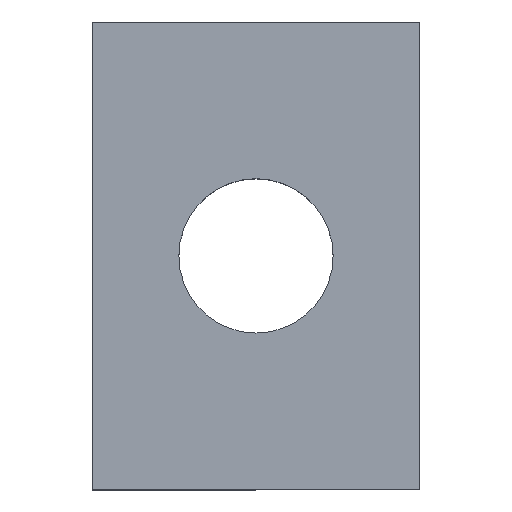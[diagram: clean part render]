
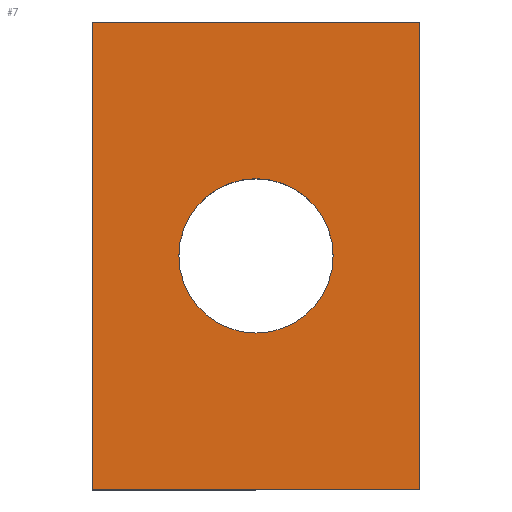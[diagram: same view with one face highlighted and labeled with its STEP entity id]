
A CAD part, top view. The second image highlights one B-rep face of the part: STEP entity #7.
In plain terms, the highlighted planar face has unit normal (0, 0, 1).
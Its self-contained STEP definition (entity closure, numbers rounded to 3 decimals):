
#7 = ADVANCED_FACE ( 'NONE', ( #229, #45 ), #145, .F. ) ;
#8 = CARTESIAN_POINT ( 'NONE',  ( 7., 10., 6. ) ) ;
#10 = CARTESIAN_POINT ( 'NONE',  ( 7., 10., 6. ) ) ;
#14 = DIRECTION ( 'NONE',  ( 0., 0., 1. ) ) ;
#25 = CARTESIAN_POINT ( 'NONE',  ( 0., 0., 6. ) ) ;
#30 = VERTEX_POINT ( 'NONE', #115 ) ;
#31 = CIRCLE ( 'NONE', #146, 3.3 ) ;
#37 = DIRECTION ( 'NONE',  ( -1., 0., 0. ) ) ;
#39 = VECTOR ( 'NONE', #37, 1000. ) ;
#41 = CARTESIAN_POINT ( 'NONE',  ( 0., 20., 6. ) ) ;
#43 = DIRECTION ( 'NONE',  ( 0., 1., 0. ) ) ;
#44 = CARTESIAN_POINT ( 'NONE',  ( 3.7, 10., 6. ) ) ;
#45 = FACE_BOUND ( 'NONE', #72, .T. ) ;
#47 = EDGE_CURVE ( 'NONE', #130, #56, #209, .T. ) ;
#48 = CARTESIAN_POINT ( 'NONE',  ( 10.3, 10., 6. ) ) ;
#56 = VERTEX_POINT ( 'NONE', #48 ) ;
#68 = CARTESIAN_POINT ( 'NONE',  ( 14., 0., 6. ) ) ;
#69 = CARTESIAN_POINT ( 'NONE',  ( 0., 0., 6. ) ) ;
#71 = DIRECTION ( 'NONE',  ( 1., 0., 0. ) ) ;
#72 = EDGE_LOOP ( 'NONE', ( #213, #180 ) ) ;
#73 = DIRECTION ( 'NONE',  ( 0., -1., 0. ) ) ;
#79 = CARTESIAN_POINT ( 'NONE',  ( 0., 0., 6. ) ) ;
#80 = AXIS2_PLACEMENT_3D ( 'NONE', #10, #142, #92 ) ;
#85 = EDGE_CURVE ( 'NONE', #30, #193, #259, .T. ) ;
#92 = DIRECTION ( 'NONE',  ( 1., 0., 0. ) ) ;
#103 = EDGE_CURVE ( 'NONE', #193, #201, #253, .T. ) ;
#106 = VECTOR ( 'NONE', #71, 1000. ) ;
#115 = CARTESIAN_POINT ( 'NONE',  ( 0., 20., 6. ) ) ;
#117 = EDGE_CURVE ( 'NONE', #201, #218, #164, .T. ) ;
#128 = CARTESIAN_POINT ( 'NONE',  ( 0., 0., 6. ) ) ;
#130 = VERTEX_POINT ( 'NONE', #44 ) ;
#135 = EDGE_CURVE ( 'NONE', #218, #30, #155, .T. ) ;
#142 = DIRECTION ( 'NONE',  ( 0., 0., 1. ) ) ;
#143 = DIRECTION ( 'NONE',  ( 0., 0., -1. ) ) ;
#145 = PLANE ( 'NONE',  #195 ) ;
#146 = AXIS2_PLACEMENT_3D ( 'NONE', #8, #14, #185 ) ;
#148 = DIRECTION ( 'NONE',  ( -1., 0., 0. ) ) ;
#151 = EDGE_CURVE ( 'NONE', #56, #130, #31, .T. ) ;
#155 = LINE ( 'NONE', #41, #39 ) ;
#164 = LINE ( 'NONE', #68, #198 ) ;
#176 = CARTESIAN_POINT ( 'NONE',  ( 14., 0., 6. ) ) ;
#180 = ORIENTED_EDGE ( 'NONE', *, *, #151, .F. ) ;
#185 = DIRECTION ( 'NONE',  ( 1., 0., 0. ) ) ;
#193 = VERTEX_POINT ( 'NONE', #25 ) ;
#194 = ORIENTED_EDGE ( 'NONE', *, *, #135, .T. ) ;
#195 = AXIS2_PLACEMENT_3D ( 'NONE', #128, #143, #148 ) ;
#198 = VECTOR ( 'NONE', #43, 1000. ) ;
#199 = ORIENTED_EDGE ( 'NONE', *, *, #103, .T. ) ;
#201 = VERTEX_POINT ( 'NONE', #176 ) ;
#203 = VECTOR ( 'NONE', #73, 1000. ) ;
#205 = CARTESIAN_POINT ( 'NONE',  ( 14., 20., 6. ) ) ;
#209 = CIRCLE ( 'NONE', #80, 3.3 ) ;
#213 = ORIENTED_EDGE ( 'NONE', *, *, #47, .F. ) ;
#218 = VERTEX_POINT ( 'NONE', #205 ) ;
#229 = FACE_OUTER_BOUND ( 'NONE', #275, .T. ) ;
#232 = ORIENTED_EDGE ( 'NONE', *, *, #85, .T. ) ;
#234 = ORIENTED_EDGE ( 'NONE', *, *, #117, .T. ) ;
#253 = LINE ( 'NONE', #79, #106 ) ;
#259 = LINE ( 'NONE', #69, #203 ) ;
#275 = EDGE_LOOP ( 'NONE', ( #232, #199, #234, #194 ) ) ;
